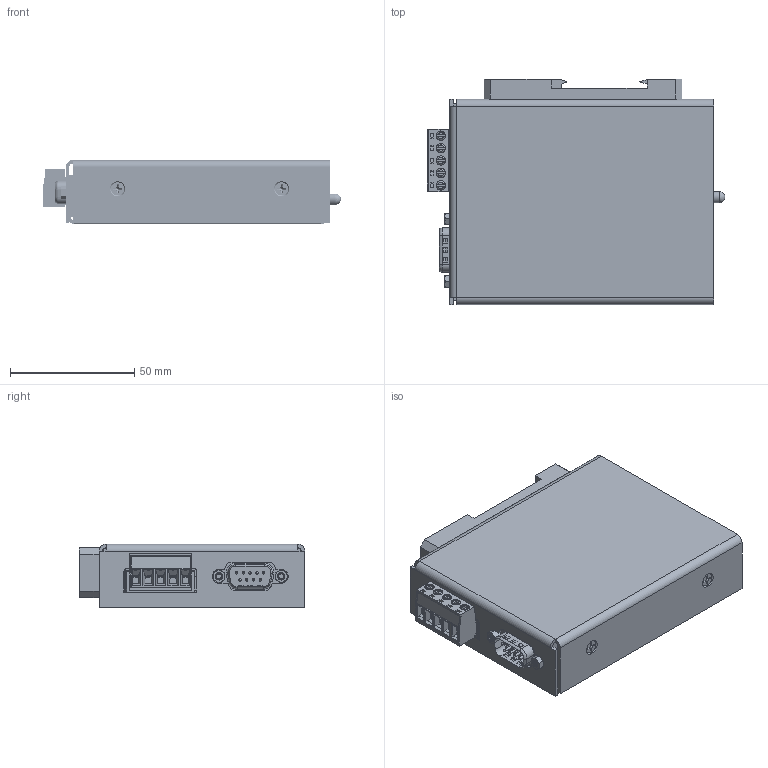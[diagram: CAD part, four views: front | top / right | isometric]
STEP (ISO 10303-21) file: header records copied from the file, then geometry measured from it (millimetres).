
FILE_DESCRIPTION(/* description */ (''),/* implementation_level */ '2;1');
FILE_NAME(/* name */ 'N34.step',/* time_stamp */ '2020-06-17T13:01:35-05:00',/* author */ (''),/* organization */ (''),/* preprocessor_version */ 'ST-DEVELOPER v18.1',/* originating_system */ 'Autodesk Translation Framework v9.3.0.1241',/* authorisation */ '');
FILE_SCHEMA (('AUTOMOTIVE_DESIGN { 1 0 10303 214 3 1 1 }'));
Products named in the file (18): N34; Component1; Component2; DB9 Male (R232) Right Angle Board Mount; Hex Standoff4-40 3/16x3/16; Rj45 Inverted Plastic Modified; Micro SD Reader; 4.5mmLED; z_cp_1698; original; clip; spring clip; spring; 91771A109; .25 Inch Barrel; 5 Pin Screw Terminal - Grey; Component1_1; Component2_1
Assembly tree (21 placements, depth 4):
  N34
    Component1
    Component2
    DB9 Male (R232) Right Angle Board Mount
    Hex Standoff4-40 3/16x3/16  x2
    Rj45 Inverted Plastic Modified
    Micro SD Reader
    4.5mmLED
    91771A109  x4
    z_cp_1698
      original
        clip
        spring clip
        spring
    .25 Inch Barrel
    5 Pin Screw Terminal - Grey
      Component1_1
      Component2_1
Bounding box: 119.73 x 90.55 x 25.65 mm (x, y, z)
Volume: 59295.4 mm3; surface area: 83956.4 mm2
Topology: 18 solids, 21 shells, 3827 faces, 10868 edges, 7100 vertices
Faces by surface type: plane 2483, cylinder 920, bspline 253, cone 117, torus 40, sphere 14
Full cylindrical faces by diameter (mm): 0.25 x2, 0.8 x3, 0.99 x9, 1 x2, 1.6 x5, 1.986 x52, 2.015 x2, 2.02 x14, 2.032 x1, 2.18 x2, 2.3 x10, 2.5 x10, 2.845 x70, 3 x30, 3.05 x2, 3.15 x2, 3.2 x2, 3.45 x2, 3.6 x2, 3.667 x4, 3.76 x2, 3.8 x7, 4 x6, 4.5 x3, 4.7 x2, 5.588 x1, 5.775 x1, 6.54 x1, 9 x2
Entity records: 147307 total; most frequent: CARTESIAN_POINT 53260, ORIENTED_EDGE 20418, DIRECTION 17883, EDGE_CURVE 10209, LINE 7351, VECTOR 7351, VERTEX_POINT 6678, AXIS2_PLACEMENT_3D 5266
